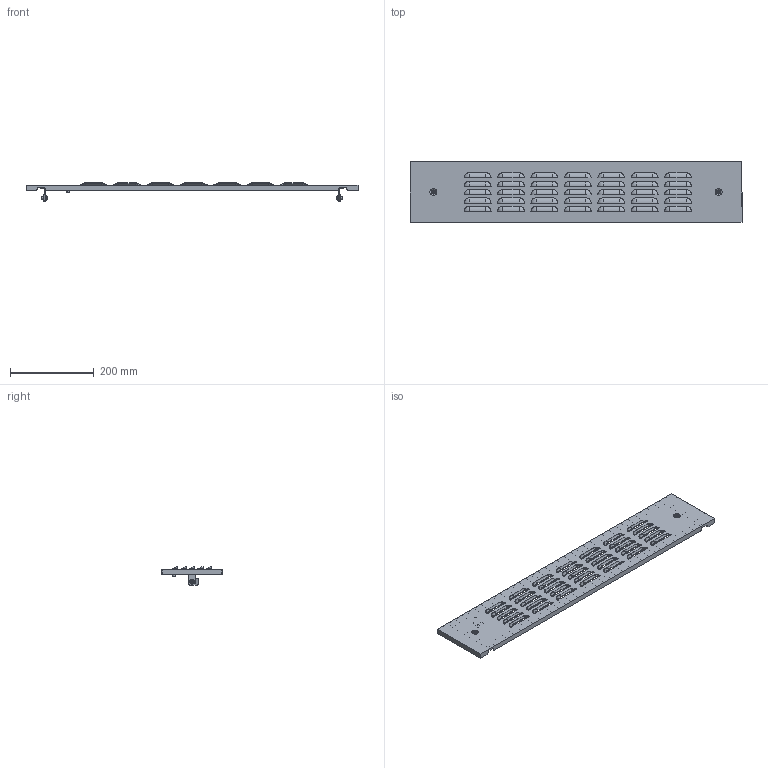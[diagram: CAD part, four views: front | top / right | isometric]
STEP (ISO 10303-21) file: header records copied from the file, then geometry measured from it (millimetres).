
FILE_DESCRIPTION (( 'STEP AP203' ), '1' );
FILE_NAME ('FO-00-PWSV-015-080 FORMAT Ôàëüø-ïàíåëü âíåøíÿÿ ãëóõàÿ 150õ800 IEK.STEP', '2025-01-20T14:10:26', ( '' ), ( '' ), 'SwSTEP 2.0', 'SolidWorks 2022', '' );
FILE_SCHEMA (( 'CONFIG_CONTROL_DESIGN' ));
Length unit declared in the file: millimetre
Products named in the file (1): FO-00-PWSV-015-080 FORMAT Фальш-панель внешняя глухая 150х800 IEK
Bounding box: 795 x 146 x 43.5 mm (x, y, z)
Volume: 377899.5 mm3; surface area: 307727.9 mm2
Topology: 1 solids, 6 shells, 970 faces, 2450 edges, 1505 vertices
Faces by surface type: plane 329, cylinder 307, torus 160, sphere 140, cone 34
Entity records: 29649 total; most frequent: DIRECTION 5728, CARTESIAN_POINT 5048, ORIENTED_EDGE 4896, EDGE_CURVE 2448, AXIS2_PLACEMENT_3D 2325, VERTEX_POINT 1505, CIRCLE 1354, LINE 1078
